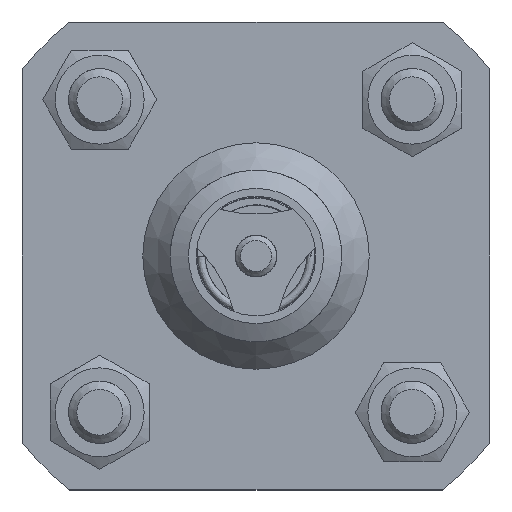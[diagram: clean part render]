
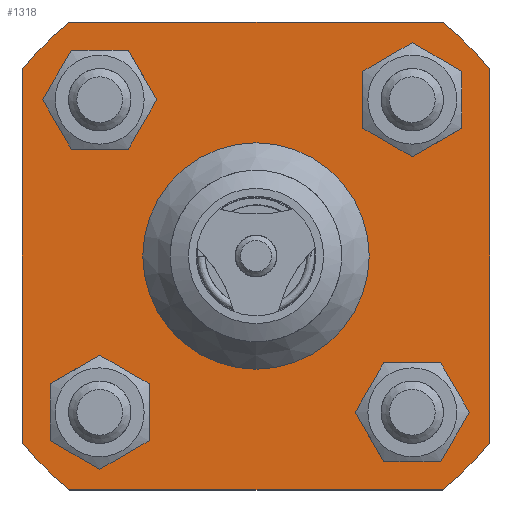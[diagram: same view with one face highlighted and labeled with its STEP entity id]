
A CAD part, left-side view. The second image highlights one B-rep face of the part: STEP entity #1318.
In plain terms, the highlighted planar face has unit normal (-1, 0, 0).
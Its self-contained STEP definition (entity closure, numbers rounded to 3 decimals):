
#1056=CARTESIAN_POINT('',(0.,-35.795,-45.));
#1057=VERTEX_POINT('',#1056);
#1064=CARTESIAN_POINT('',(0.,35.795,-45.));
#1065=VERTEX_POINT('',#1064);
#1066=CARTESIAN_POINT('',(0.,35.795,-45.0));
#1067=DIRECTION('',(0.0,-1.0,0.0));
#1068=VECTOR('',#1067,71.589);
#1069=LINE('',#1066,#1068);
#1070=EDGE_CURVE('',#1065,#1057,#1069,.T.);
#1087=CARTESIAN_POINT('',(0.0,-45.,-35.795));
#1088=VERTEX_POINT('',#1087);
#1095=CARTESIAN_POINT('',(0.,0.,0.0));
#1096=DIRECTION('',(1.0,0.0,0.0));
#1097=DIRECTION('',(0.0,1.0,0.0));
#1098=AXIS2_PLACEMENT_3D('',#1095,#1096,#1097);
#1099=CIRCLE('',#1098,57.5);
#1100=EDGE_CURVE('',#1088,#1057,#1099,.T.);
#1112=CARTESIAN_POINT('',(0.,-45.,35.795));
#1113=VERTEX_POINT('',#1112);
#1120=CARTESIAN_POINT('',(0.,-45.0,-35.795));
#1121=DIRECTION('',(0.0,0.0,1.0));
#1122=VECTOR('',#1121,71.589);
#1123=LINE('',#1120,#1122);
#1124=EDGE_CURVE('',#1088,#1113,#1123,.T.);
#1136=CARTESIAN_POINT('',(0.,-35.795,45.));
#1137=VERTEX_POINT('',#1136);
#1144=CARTESIAN_POINT('',(0.,0.,0.0));
#1145=DIRECTION('',(1.0,0.0,0.0));
#1146=DIRECTION('',(0.0,1.0,0.0));
#1147=AXIS2_PLACEMENT_3D('',#1144,#1145,#1146);
#1148=CIRCLE('',#1147,57.5);
#1149=EDGE_CURVE('',#1137,#1113,#1148,.T.);
#1163=CARTESIAN_POINT('',(0.,37.052,-30.052));
#1164=VERTEX_POINT('',#1163);
#1165=CARTESIAN_POINT('',(0.,30.052,-30.052));
#1166=DIRECTION('',(1.0,0.0,0.0));
#1167=DIRECTION('',(0.0,1.0,0.0));
#1168=AXIS2_PLACEMENT_3D('',#1165,#1166,#1167);
#1169=CIRCLE('',#1168,7.);
#1170=EDGE_CURVE('',#1164,#1164,#1169,.T.);
#1183=CARTESIAN_POINT('',(0.,-30.052,-37.052));
#1184=VERTEX_POINT('',#1183);
#1185=CARTESIAN_POINT('',(0.,-30.052,-30.052));
#1186=DIRECTION('',(1.0,0.0,0.0));
#1187=DIRECTION('',(0.0,0.0,-1.0));
#1188=AXIS2_PLACEMENT_3D('',#1185,#1186,#1187);
#1189=CIRCLE('',#1188,7.);
#1190=EDGE_CURVE('',#1184,#1184,#1189,.T.);
#1203=CARTESIAN_POINT('',(0.,-37.052,30.052));
#1204=VERTEX_POINT('',#1203);
#1205=CARTESIAN_POINT('',(0.,-30.052,30.052));
#1206=DIRECTION('',(1.0,0.0,0.0));
#1207=DIRECTION('',(0.0,-1.0,0.0));
#1208=AXIS2_PLACEMENT_3D('',#1205,#1206,#1207);
#1209=CIRCLE('',#1208,7.);
#1210=EDGE_CURVE('',#1204,#1204,#1209,.T.);
#1223=CARTESIAN_POINT('',(0.,30.052,37.052));
#1224=VERTEX_POINT('',#1223);
#1225=CARTESIAN_POINT('',(0.,30.052,30.052));
#1226=DIRECTION('',(1.0,0.0,0.0));
#1227=DIRECTION('',(0.0,0.0,1.0));
#1228=AXIS2_PLACEMENT_3D('',#1225,#1226,#1227);
#1229=CIRCLE('',#1228,7.);
#1230=EDGE_CURVE('',#1224,#1224,#1229,.T.);
#1241=CARTESIAN_POINT('',(0.,35.795,45.));
#1242=VERTEX_POINT('',#1241);
#1249=CARTESIAN_POINT('',(0.,-35.795,45.));
#1250=DIRECTION('',(0.0,1.0,0.0));
#1251=VECTOR('',#1250,71.589);
#1252=LINE('',#1249,#1251);
#1253=EDGE_CURVE('',#1137,#1242,#1252,.T.);
#1259=CARTESIAN_POINT('',(0.,39.634,0.0));
#1260=DIRECTION('',(-1.0,0.0,0.0));
#1261=DIRECTION('',(0.0,0.0,1.0));
#1262=AXIS2_PLACEMENT_3D('',#1259,#1260,#1261);
#1263=PLANE('',#1262);
#1264=ORIENTED_EDGE('',*,*,#1070,.T.);
#1265=ORIENTED_EDGE('',*,*,#1100,.F.);
#1266=ORIENTED_EDGE('',*,*,#1124,.T.);
#1267=ORIENTED_EDGE('',*,*,#1149,.F.);
#1268=ORIENTED_EDGE('',*,*,#1253,.T.);
#1269=CARTESIAN_POINT('',(0.,45.,35.795));
#1270=VERTEX_POINT('',#1269);
#1271=CARTESIAN_POINT('',(0.,0.,0.0));
#1272=DIRECTION('',(1.0,0.0,0.0));
#1273=DIRECTION('',(0.0,1.0,0.0));
#1274=AXIS2_PLACEMENT_3D('',#1271,#1272,#1273);
#1275=CIRCLE('',#1274,57.5);
#1276=EDGE_CURVE('',#1270,#1242,#1275,.T.);
#1277=ORIENTED_EDGE('',*,*,#1276,.F.);
#1278=CARTESIAN_POINT('',(0.,45.,-35.795));
#1279=VERTEX_POINT('',#1278);
#1280=CARTESIAN_POINT('',(0.,45.,35.795));
#1281=DIRECTION('',(0.0,0.0,-1.0));
#1282=VECTOR('',#1281,71.589);
#1283=LINE('',#1280,#1282);
#1284=EDGE_CURVE('',#1270,#1279,#1283,.T.);
#1285=ORIENTED_EDGE('',*,*,#1284,.T.);
#1286=CARTESIAN_POINT('',(0.,0.,0.0));
#1287=DIRECTION('',(1.0,0.0,0.0));
#1288=DIRECTION('',(0.0,1.0,0.0));
#1289=AXIS2_PLACEMENT_3D('',#1286,#1287,#1288);
#1290=CIRCLE('',#1289,57.5);
#1291=EDGE_CURVE('',#1065,#1279,#1290,.T.);
#1292=ORIENTED_EDGE('',*,*,#1291,.F.);
#1293=EDGE_LOOP('',(#1264,#1265,#1266,#1267,#1268,#1277,#1285,#1292));
#1294=FACE_OUTER_BOUND('',#1293,.T.);
#1295=ORIENTED_EDGE('',*,*,#1170,.T.);
#1296=EDGE_LOOP('',(#1295));
#1297=FACE_BOUND('',#1296,.T.);
#1298=ORIENTED_EDGE('',*,*,#1190,.T.);
#1299=EDGE_LOOP('',(#1298));
#1300=FACE_BOUND('',#1299,.T.);
#1301=ORIENTED_EDGE('',*,*,#1210,.T.);
#1302=EDGE_LOOP('',(#1301));
#1303=FACE_BOUND('',#1302,.T.);
#1304=ORIENTED_EDGE('',*,*,#1230,.T.);
#1305=EDGE_LOOP('',(#1304));
#1306=FACE_BOUND('',#1305,.T.);
#1307=CARTESIAN_POINT('',(0.,21.767,0.0));
#1308=VERTEX_POINT('',#1307);
#1309=CARTESIAN_POINT('',(0.,0.,0.0));
#1310=DIRECTION('',(1.0,0.0,0.0));
#1311=DIRECTION('',(0.0,1.0,0.0));
#1312=AXIS2_PLACEMENT_3D('',#1309,#1310,#1311);
#1313=CIRCLE('',#1312,21.767);
#1314=EDGE_CURVE('',#1308,#1308,#1313,.T.);
#1315=ORIENTED_EDGE('',*,*,#1314,.T.);
#1316=EDGE_LOOP('',(#1315));
#1317=FACE_BOUND('',#1316,.T.);
#1318=ADVANCED_FACE('',(#1294,#1297,#1300,#1303,#1306,#1317),#1263,.T.);
